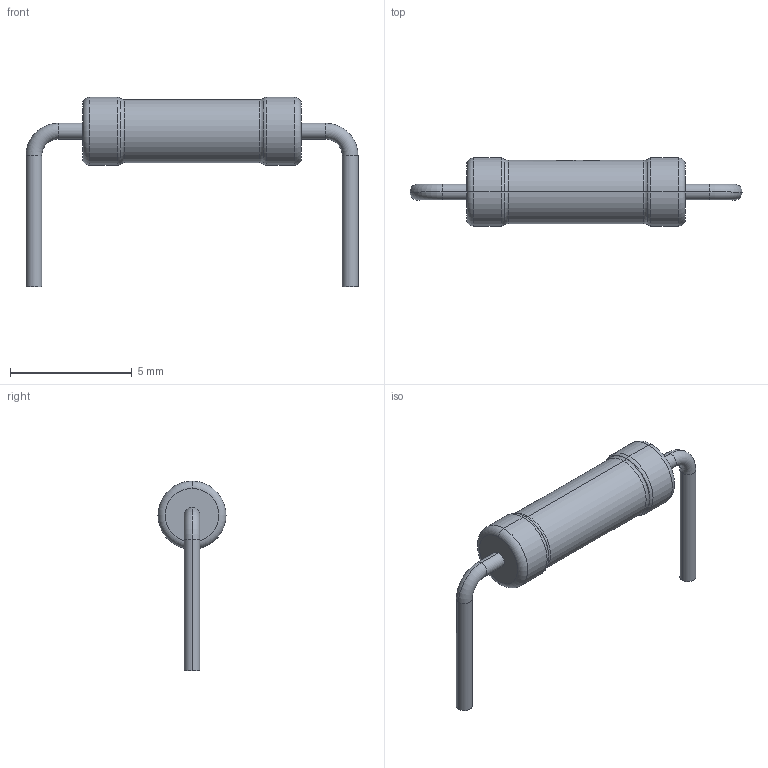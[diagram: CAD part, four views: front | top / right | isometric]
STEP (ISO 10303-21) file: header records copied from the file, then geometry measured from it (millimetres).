
FILE_DESCRIPTION (( 'STEP AP214' ), '1' );
FILE_NAME ('RES-TH_BD2.8-L9.0-P13.00-D0.7.step', '2022-07-28T09:11:08', ( '' ), ( '' ), 'SwSTEP 2.0', 'SolidWorks 2020', '' );
FILE_SCHEMA (( 'AUTOMOTIVE_DESIGN' ));
Length unit declared in the file: millimetre
Products named in the file (1): RES-TH_BD2.8-L9.0-P13.00-D0.7
Bounding box: 13.65 x 2.8 x 7.8 mm (x, y, z)
Volume: 55.4 mm3; surface area: 118.4 mm2
Topology: 1 solids, 1 shells, 262 faces, 689 edges, 450 vertices
Faces by surface type: plane 111, bspline 98, cylinder 33, torus 16, cone 4
Entity records: 12751 total; most frequent: CARTESIAN_POINT 4632, ORIENTED_EDGE 1378, EDGE_CURVE 689, DIRECTION 665, VERTEX_POINT 450, EDGE_LOOP 283, UNCERTAINTY_MEASURE_WITH_UNIT 265, PRESENTATION_STYLE_ASSIGNMENT 264
